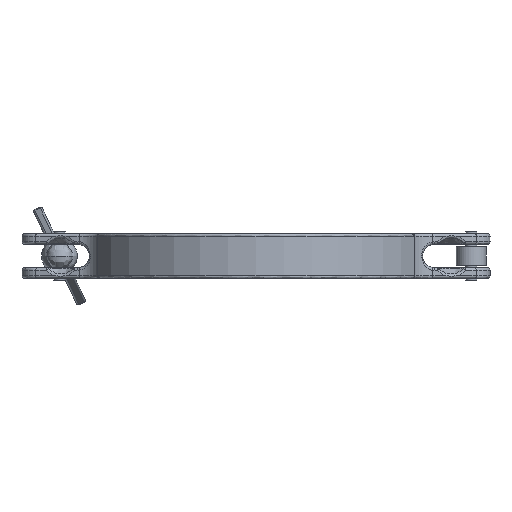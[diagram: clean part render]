
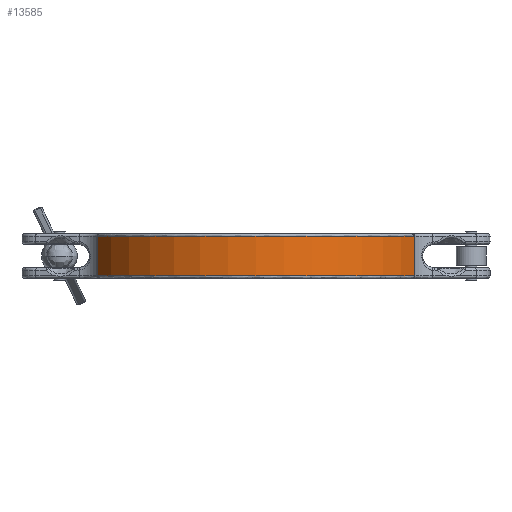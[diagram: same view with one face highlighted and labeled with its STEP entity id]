
A CAD part, front view. The second image highlights one B-rep face of the part: STEP entity #13585.
In plain terms, the highlighted cylindrical face has radius 92.5 mm (diameter 185 mm), a partial arc.
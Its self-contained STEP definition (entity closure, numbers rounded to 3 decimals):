
#431 = LINE ( 'NONE', #5457, #7122 ) ;
#2408 = AXIS2_PLACEMENT_3D ( 'NONE', #7982, #17375, #9313 ) ;
#2655 = FACE_OUTER_BOUND ( 'NONE', #13696, .T. ) ;
#3504 = CIRCLE ( 'NONE', #2408, 92.5 ) ;
#4314 = VECTOR ( 'NONE', #6729, 1000. ) ;
#4808 = EDGE_CURVE ( 'NONE', #9379, #16138, #431, .T. ) ;
#4904 = CARTESIAN_POINT ( 'NONE',  ( 0., 0., 12. ) ) ;
#5144 = EDGE_CURVE ( 'NONE', #13482, #9379, #10898, .T. ) ;
#5253 = CARTESIAN_POINT ( 'NONE',  ( -84.651, -37.289, -10.5 ) ) ;
#5417 = CARTESIAN_POINT ( 'NONE',  ( 84.651, -37.289, 12. ) ) ;
#5457 = CARTESIAN_POINT ( 'NONE',  ( -84.651, -37.289, 12. ) ) ;
#5994 = VERTEX_POINT ( 'NONE', #7802 ) ;
#6729 = DIRECTION ( 'NONE',  ( 0., 0., 1. ) ) ;
#6770 = DIRECTION ( 'NONE',  ( 0., 0., -1. ) ) ;
#7122 = VECTOR ( 'NONE', #6770, 1000. ) ;
#7484 = CARTESIAN_POINT ( 'NONE',  ( 0., 0., 10.5 ) ) ;
#7752 = AXIS2_PLACEMENT_3D ( 'NONE', #4904, #12934, #10132 ) ;
#7802 = CARTESIAN_POINT ( 'NONE',  ( 84.651, -37.289, -10.5 ) ) ;
#7982 = CARTESIAN_POINT ( 'NONE',  ( 0., 0., -10.5 ) ) ;
#8441 = ORIENTED_EDGE ( 'NONE', *, *, #4808, .T. ) ;
#8830 = DIRECTION ( 'NONE',  ( -1., 0., 0. ) ) ;
#8916 = CYLINDRICAL_SURFACE ( 'NONE', #7752, 92.5 ) ;
#9313 = DIRECTION ( 'NONE',  ( -1., 0., 0. ) ) ;
#9379 = VERTEX_POINT ( 'NONE', #11685 ) ;
#9497 = EDGE_CURVE ( 'NONE', #16138, #5994, #3504, .T. ) ;
#9773 = CARTESIAN_POINT ( 'NONE',  ( 84.651, -37.289, 10.5 ) ) ;
#10132 = DIRECTION ( 'NONE',  ( -1., 0., 0. ) ) ;
#10898 = CIRCLE ( 'NONE', #14937, 92.5 ) ;
#11685 = CARTESIAN_POINT ( 'NONE',  ( -84.651, -37.289, 10.5 ) ) ;
#11701 = ORIENTED_EDGE ( 'NONE', *, *, #14239, .T. ) ;
#11855 = LINE ( 'NONE', #5417, #4314 ) ;
#12934 = DIRECTION ( 'NONE',  ( 0., 0., -1. ) ) ;
#13482 = VERTEX_POINT ( 'NONE', #9773 ) ;
#13585 = ADVANCED_FACE ( 'NONE', ( #2655 ), #8916, .T. ) ;
#13696 = EDGE_LOOP ( 'NONE', ( #11701, #14223, #8441, #16470 ) ) ;
#14223 = ORIENTED_EDGE ( 'NONE', *, *, #5144, .T. ) ;
#14239 = EDGE_CURVE ( 'NONE', #5994, #13482, #11855, .T. ) ;
#14937 = AXIS2_PLACEMENT_3D ( 'NONE', #7484, #16862, #8830 ) ;
#16138 = VERTEX_POINT ( 'NONE', #5253 ) ;
#16470 = ORIENTED_EDGE ( 'NONE', *, *, #9497, .T. ) ;
#16862 = DIRECTION ( 'NONE',  ( 0., 0., -1. ) ) ;
#17375 = DIRECTION ( 'NONE',  ( 0., 0., 1. ) ) ;
